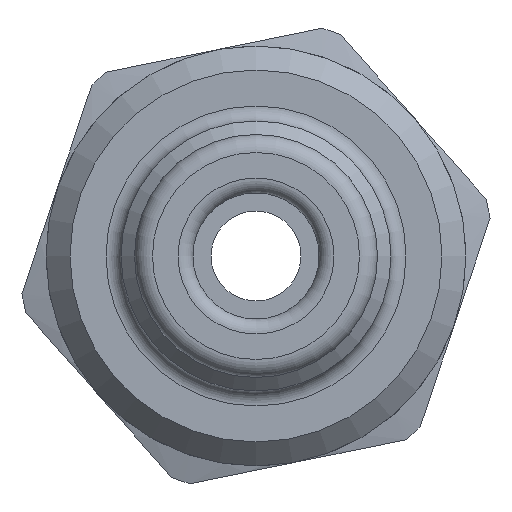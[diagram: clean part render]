
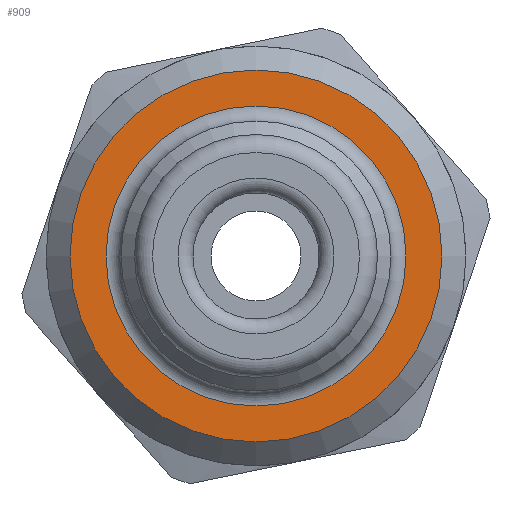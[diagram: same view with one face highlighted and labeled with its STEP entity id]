
A CAD part, left-side view. The second image highlights one B-rep face of the part: STEP entity #909.
In plain terms, the highlighted planar face has unit normal (-1, 0, 0).
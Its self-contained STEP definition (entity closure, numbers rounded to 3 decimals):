
#102=PLANE('',#1008);
#155=FACE_BOUND('',#299,.T.);
#206=FACE_OUTER_BOUND('',#298,.T.);
#298=EDGE_LOOP('',(#694));
#299=EDGE_LOOP('',(#695));
#410=CIRCLE('',#1007,5.);
#411=CIRCLE('',#1009,6.2);
#484=VERTEX_POINT('',#1501);
#485=VERTEX_POINT('',#1504);
#570=EDGE_CURVE('',#484,#484,#410,.T.);
#571=EDGE_CURVE('',#485,#485,#411,.T.);
#694=ORIENTED_EDGE('',*,*,#571,.F.);
#695=ORIENTED_EDGE('',*,*,#570,.F.);
#909=ADVANCED_FACE('',(#206,#155),#102,.T.);
#1007=AXIS2_PLACEMENT_3D('',#1502,#1199,#1200);
#1008=AXIS2_PLACEMENT_3D('',#1503,#1201,#1202);
#1009=AXIS2_PLACEMENT_3D('',#1505,#1203,#1204);
#1199=DIRECTION('center_axis',(-1.,0.,0.));
#1200=DIRECTION('ref_axis',(0.,-1.,0.));
#1201=DIRECTION('center_axis',(-1.,0.,0.));
#1202=DIRECTION('ref_axis',(0.,0.,1.));
#1203=DIRECTION('center_axis',(1.,0.,0.));
#1204=DIRECTION('ref_axis',(0.,-1.,0.));
#1501=CARTESIAN_POINT('',(14.1,5.,0.));
#1502=CARTESIAN_POINT('Origin',(14.1,0.,0.));
#1503=CARTESIAN_POINT('Origin',(14.1,5.75,0.));
#1504=CARTESIAN_POINT('',(14.1,6.2,0.));
#1505=CARTESIAN_POINT('Origin',(14.1,0.,0.));
